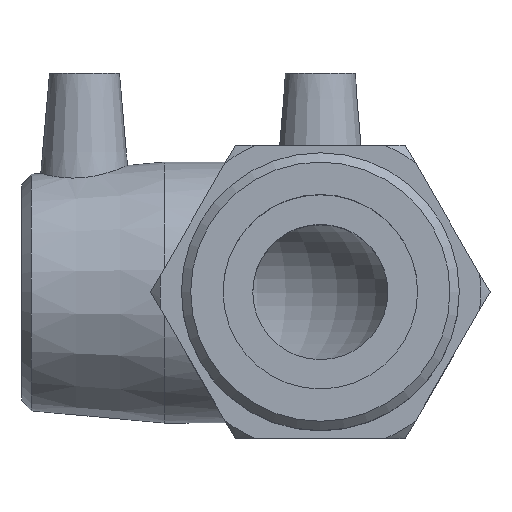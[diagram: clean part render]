
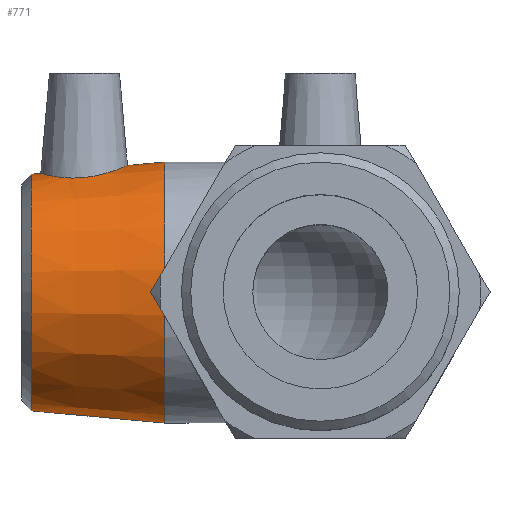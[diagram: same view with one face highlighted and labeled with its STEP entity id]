
A CAD part, top view. The second image highlights one B-rep face of the part: STEP entity #771.
In plain terms, the highlighted conical face has half-angle 5.217 degrees and reference radius 26.6 mm.
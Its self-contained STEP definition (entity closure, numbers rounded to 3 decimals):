
#17=B_SPLINE_CURVE_WITH_KNOTS('',3,(#1342,#1343,#1344,#1345,#1346,#1347,
#1348,#1349,#1350,#1351,#1352,#1353,#1354,#1355,#1356,#1357,#1358,#1359,
#1360,#1361,#1362,#1363,#1364,#1365,#1366,#1367,#1368,#1369,#1370,#1371,
#1372,#1373,#1374,#1375),.UNSPECIFIED.,.T.,.F.,(4,2,2,2,2,2,2,2,2,2,2,2,
2,2,2,2,4),(0.,0.346,0.692,1.041,1.389,
1.738,2.087,2.432,2.778,3.15,
3.522,3.886,4.249,4.612,4.976,
5.347,5.719),.UNSPECIFIED.);
#123=FACE_BOUND('',#248,.T.);
#124=FACE_BOUND('',#249,.T.);
#180=FACE_OUTER_BOUND('',#247,.T.);
#247=EDGE_LOOP('',(#642));
#248=EDGE_LOOP('',(#643));
#249=EDGE_LOOP('',(#644));
#333=CIRCLE('',#854,25.382);
#334=CIRCLE('',#856,28.);
#407=VERTEX_POINT('',#1336);
#408=VERTEX_POINT('',#1339);
#409=VERTEX_POINT('',#1341);
#501=EDGE_CURVE('',#407,#407,#333,.T.);
#502=EDGE_CURVE('',#408,#408,#334,.T.);
#503=EDGE_CURVE('',#409,#409,#17,.T.);
#642=ORIENTED_EDGE('',*,*,#502,.F.);
#643=ORIENTED_EDGE('',*,*,#503,.T.);
#644=ORIENTED_EDGE('',*,*,#501,.F.);
#738=CONICAL_SURFACE('',#855,26.6,5.217);
#771=ADVANCED_FACE('',(#180,#123,#124),#738,.T.);
#854=AXIS2_PLACEMENT_3D('',#1337,#1028,#1029);
#855=AXIS2_PLACEMENT_3D('',#1338,#1030,#1031);
#856=AXIS2_PLACEMENT_3D('',#1340,#1032,#1033);
#1028=DIRECTION('center_axis',(-1.,0.,0.));
#1029=DIRECTION('ref_axis',(0.,-1.,0.));
#1030=DIRECTION('center_axis',(1.,0.,0.));
#1031=DIRECTION('ref_axis',(0.,1.,0.));
#1032=DIRECTION('center_axis',(1.,0.,0.));
#1033=DIRECTION('ref_axis',(0.,0.,-1.));
#1336=CARTESIAN_POINT('',(-62.008,25.382,0.));
#1337=CARTESIAN_POINT('Origin',(-62.008,0.,0.));
#1338=CARTESIAN_POINT('Origin',(-48.667,0.,
0.));
#1339=CARTESIAN_POINT('',(-33.333,28.,0.));
#1340=CARTESIAN_POINT('Origin',(-33.333,0.,
0.));
#1341=CARTESIAN_POINT('',(-50.979,24.639,9.449));
#1342=CARTESIAN_POINT('Ctrl Pts',(-50.979,24.639,9.449));
#1343=CARTESIAN_POINT('Ctrl Pts',(-52.128,24.541,9.411));
#1344=CARTESIAN_POINT('Ctrl Pts',(-53.346,24.53,9.141));
#1345=CARTESIAN_POINT('Ctrl Pts',(-55.569,24.668,8.135));
#1346=CARTESIAN_POINT('Ctrl Pts',(-56.574,24.812,7.4));
#1347=CARTESIAN_POINT('Ctrl Pts',(-58.157,25.101,5.735));
#1348=CARTESIAN_POINT('Ctrl Pts',(-58.842,25.266,4.687));
#1349=CARTESIAN_POINT('Ctrl Pts',(-59.751,25.501,2.401));
#1350=CARTESIAN_POINT('Ctrl Pts',(-59.975,25.567,1.162));
#1351=CARTESIAN_POINT('Ctrl Pts',(-59.975,25.567,-1.162));
#1352=CARTESIAN_POINT('Ctrl Pts',(-59.751,25.501,-2.401));
#1353=CARTESIAN_POINT('Ctrl Pts',(-58.842,25.266,-4.687));
#1354=CARTESIAN_POINT('Ctrl Pts',(-58.157,25.101,-5.735));
#1355=CARTESIAN_POINT('Ctrl Pts',(-56.574,24.812,-7.4));
#1356=CARTESIAN_POINT('Ctrl Pts',(-55.569,24.668,-8.135));
#1357=CARTESIAN_POINT('Ctrl Pts',(-53.346,24.53,-9.141));
#1358=CARTESIAN_POINT('Ctrl Pts',(-52.128,24.541,-9.411));
#1359=CARTESIAN_POINT('Ctrl Pts',(-49.745,24.745,-9.489));
#1360=CARTESIAN_POINT('Ctrl Pts',(-48.443,24.961,-9.267));
#1361=CARTESIAN_POINT('Ctrl Pts',(-46.067,25.524,-8.31));
#1362=CARTESIAN_POINT('Ctrl Pts',(-44.991,25.864,-7.576));
#1363=CARTESIAN_POINT('Ctrl Pts',(-43.312,26.455,-5.891));
#1364=CARTESIAN_POINT('Ctrl Pts',(-42.586,26.748,-4.832));
#1365=CARTESIAN_POINT('Ctrl Pts',(-41.617,27.155,-2.493));
#1366=CARTESIAN_POINT('Ctrl Pts',(-41.373,27.266,-1.211));
#1367=CARTESIAN_POINT('Ctrl Pts',(-41.373,27.266,1.211));
#1368=CARTESIAN_POINT('Ctrl Pts',(-41.617,27.155,2.493));
#1369=CARTESIAN_POINT('Ctrl Pts',(-42.586,26.748,4.832));
#1370=CARTESIAN_POINT('Ctrl Pts',(-43.312,26.455,5.891));
#1371=CARTESIAN_POINT('Ctrl Pts',(-44.991,25.864,7.576));
#1372=CARTESIAN_POINT('Ctrl Pts',(-46.067,25.524,8.31));
#1373=CARTESIAN_POINT('Ctrl Pts',(-48.443,24.961,9.267));
#1374=CARTESIAN_POINT('Ctrl Pts',(-49.745,24.745,9.489));
#1375=CARTESIAN_POINT('Ctrl Pts',(-50.979,24.639,9.449));
